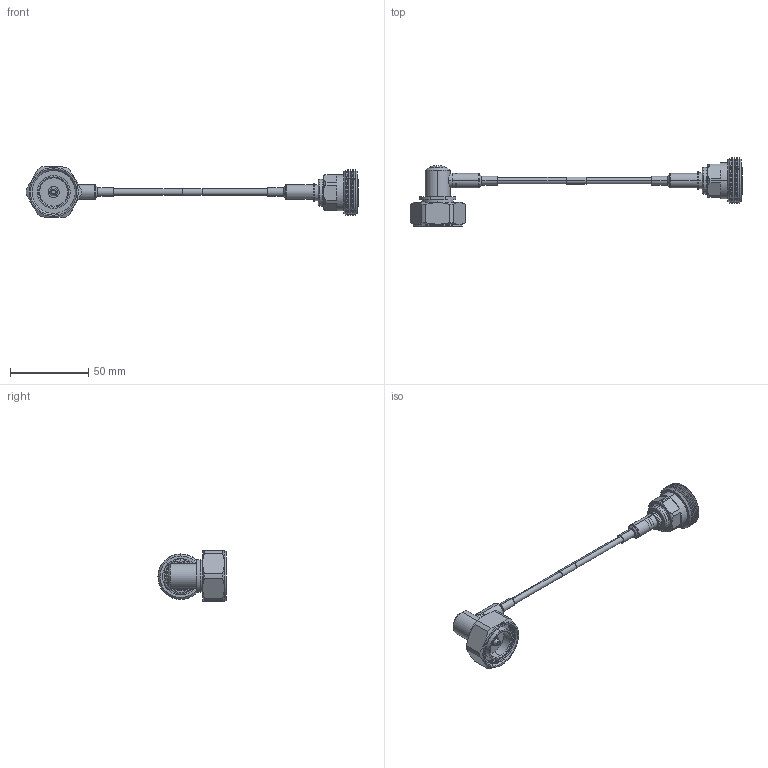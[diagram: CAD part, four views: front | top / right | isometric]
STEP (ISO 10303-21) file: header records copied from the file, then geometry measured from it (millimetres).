
FILE_DESCRIPTION (( 'STEP AP214' ), '1' );
FILE_NAME ('PE3C7964_3D.STEP', '2021-04-13T14:52:42', ( '' ), ( '' ), 'SwSTEP 2.0', 'SolidWorks 2020', '' );
FILE_SCHEMA (( 'AUTOMOTIVE_DESIGN' ));
Length unit declared in the file: inch
Products named in the file (5): CA-195R-MA1_.345" OD AT FERRULE; TC-402-716M-RA-LP-PE; TC-402-716F-LP-PE; PE3C7964_3D; TFT-402_WITH LABEL
Assembly tree (5 placements, depth 2):
  PE3C7964_3D
    TFT-402_WITH LABEL
    CA-195R-MA1_.345" OD AT FERRULE  x2
    TC-402-716M-RA-LP-PE
    TC-402-716F-LP-PE
Bounding box: 211.54 x 43.4 x 31.86 mm (x, y, z)
Volume: 25421.6 mm3; surface area: 17492 mm2
Topology: 5 solids, 5 shells, 318 faces, 720 edges, 439 vertices
Faces by surface type: cylinder 106, plane 86, cone 84, torus 42
Entity records: 10193 total; most frequent: CARTESIAN_POINT 3104, DIRECTION 1548, ORIENTED_EDGE 1348, EDGE_CURVE 674, AXIS2_PLACEMENT_3D 644, VERTEX_POINT 415, CIRCLE 340, EDGE_LOOP 331
